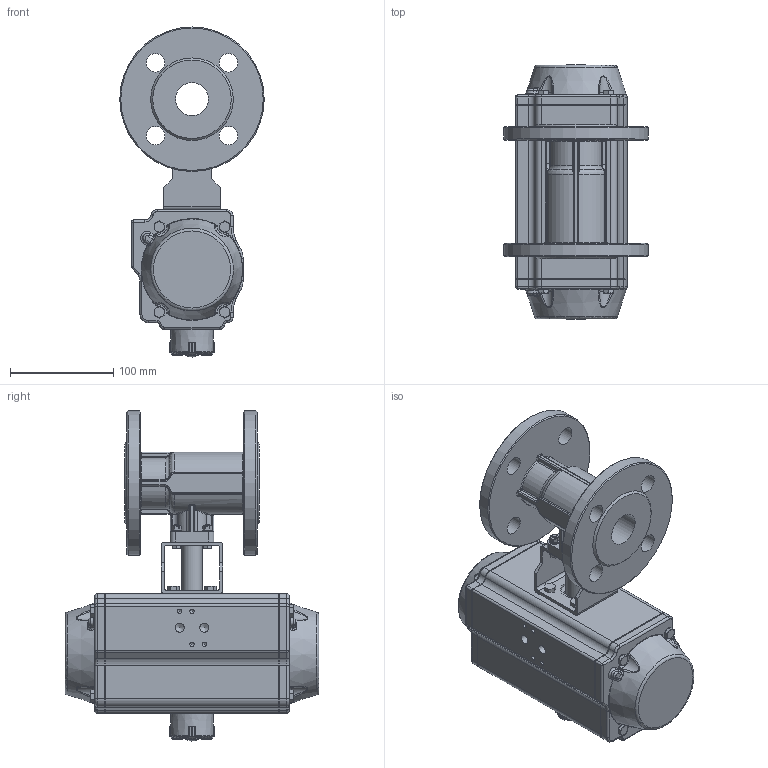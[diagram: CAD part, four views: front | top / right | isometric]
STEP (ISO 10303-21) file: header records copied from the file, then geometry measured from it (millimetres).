
FILE_DESCRIPTION(/* description */ ('Unknown'),/* implementation_level */ '2;1');
FILE_NAME(/* name */ 'FR04 0909-07',/* time_stamp */ '2022-11-15T11:41:02+01:00',/* author */ ('Unknown'),/* organization */ ('Unknown'),/* preprocessor_version */ 'ST-DEVELOPER v16.7',/* originating_system */ 'Solid Edge',/* authorisation */ 'Unknown');
FILE_SCHEMA (('AUTOMOTIVE_DESIGN {1 0 10303 214 3 1 1}'));
Length unit declared in the file: millimetre
Products named in the file (16): FR81_DW110-4.150_160.032; Brücke F04-F05; 4.150_160.032; Spindeladapter SW 11, Aufbau 50 f. 8.112_122.015; DIN558 M5x20; DIN558_M_6x16.1.3; DIN125-5_3.1.3; DIN934_M5; DW05_FR04_(DW110_FR81); ____; ________(___________; _____________; ______; hexagon head bolts--product grade c gb_GB_FASTENER_BOLT_HHBC M6X30-N; cup head nib bolts with large head gb_GB_FASTENER_BOLT_CHNBW M6X25-N; KP-88
Assembly tree (36 placements, depth 4):
  FR81_DW110-4.150_160.032
    Brücke F04-F05
    4.150_160.032
    Spindeladapter SW 11, Aufbau 50 f. 8.112_122.015
    DIN558 M5x20  x4
    DIN558_M_6x16.1.3  x4
    DIN125-5_3.1.3  x4
    DIN934_M5  x4
    DW05_FR04_(DW110_FR81)
      ____
        ________(___________  x2
        _____________  x2
        ______
      hexagon head bolts--product grade c gb_GB_FASTENER_BOLT_HHBC M6X30-N  x8
      cup head nib bolts with large head gb_GB_FASTENER_BOLT_CHNBW M6X25-N
      KP-88
Bounding box: 140 x 246 x 319.81 mm (x, y, z)
Volume: 3068282.6 mm3; surface area: 276879 mm2
Topology: 34 solids, 34 shells, 1533 faces, 3699 edges, 2242 vertices
Faces by surface type: plane 562, cylinder 454, bspline 196, cone 147, torus 143, sphere 31
Full cylindrical faces by diameter (mm): 3 x16, 3.3 x10, 4.134 x6, 4.2 x4, 4.66 x1, 5 x21, 5.3 x4, 5.5 x4, 6 x17, 6.2 x1, 6.8 x4, 7 x4, 8.8 x2, 10 x4, 18 x8, 20 x1, 24.6 x1, 24.8 x1, 30 x3, 32 x1, 35.2 x1, 38.5 x1, 140 x2
Entity records: 40055 total; most frequent: CARTESIAN_POINT 12975, DIRECTION 5085, ORIENTED_EDGE 4908, EDGE_CURVE 2454, AXIS2_PLACEMENT_3D 2039, VERTEX_POINT 1576, FACE_BOUND 1350, EDGE_LOOP 1323
